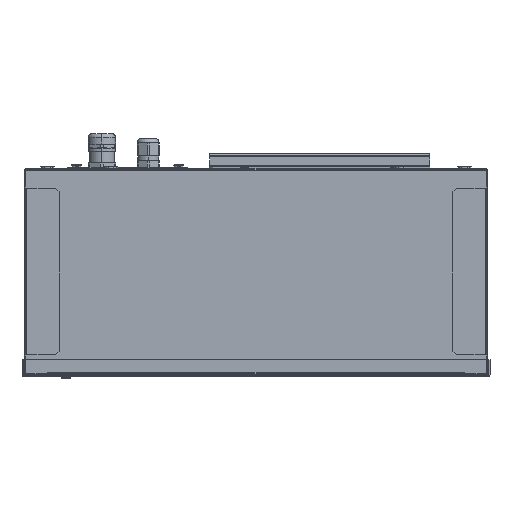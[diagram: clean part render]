
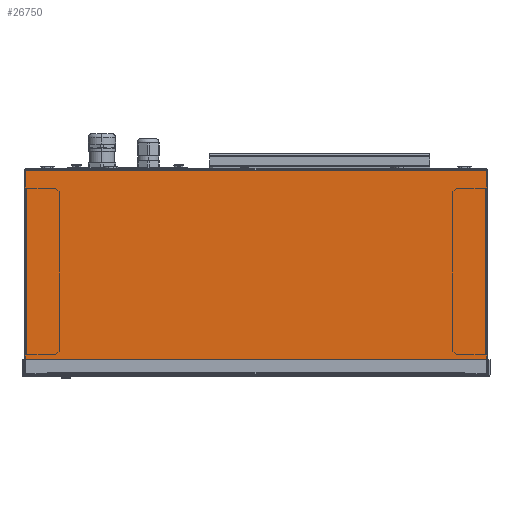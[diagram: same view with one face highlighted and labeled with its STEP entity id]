
A CAD part, front view. The second image highlights one B-rep face of the part: STEP entity #26750.
In plain terms, the highlighted planar face has unit normal (0, -1, 0).
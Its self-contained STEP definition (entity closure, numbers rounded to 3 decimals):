
#1937=CARTESIAN_POINT('',(200.,0.,-2.));
#1939=DIRECTION('',(-1.,0.,0.));
#1940=VECTOR('',#1939,400.);
#1941=CARTESIAN_POINT('',(200.,0.,-2.));
#1942=LINE('',#1941,#1940);
#1943=CARTESIAN_POINT('',(-200.,0.,-2.));
#2252=DIRECTION('',(1.,0.,0.));
#2253=VECTOR('',#2252,358.);
#2254=CARTESIAN_POINT('',(-179.,0.,-176.));
#2255=LINE('',#2254,#2253);
#2260=DIRECTION('',(0.707,0.,0.707));
#2261=VECTOR('',#2260,2.828);
#2262=CARTESIAN_POINT('',(198.,0.,-178.));
#2263=LINE('',#2262,#2261);
#2264=DIRECTION('',(0.707,0.,-0.707));
#2265=VECTOR('',#2264,2.828);
#2266=CARTESIAN_POINT('',(-200.,0.,-176.));
#2267=LINE('',#2266,#2265);
#2268=DIRECTION('',(0.,0.,1.));
#2269=VECTOR('',#2268,174.);
#2270=CARTESIAN_POINT('',(200.,0.,-176.));
#2271=LINE('',#2270,#2269);
#2288=DIRECTION('',(1.,0.,0.));
#2289=VECTOR('',#2288,18.);
#2290=CARTESIAN_POINT('',(180.,0.,-178.));
#2291=LINE('',#2290,#2289);
#2292=DIRECTION('',(0.,0.,-1.));
#2293=VECTOR('',#2292,2.);
#2294=CARTESIAN_POINT('',(180.,0.,-176.));
#2295=LINE('',#2294,#2293);
#2304=DIRECTION('',(1.,0.,0.));
#2305=VECTOR('',#2304,1.);
#2306=CARTESIAN_POINT('',(179.,0.,-176.));
#2307=LINE('',#2306,#2305);
#2346=DIRECTION('',(-1.,0.,0.));
#2347=VECTOR('',#2346,1.);
#2348=CARTESIAN_POINT('',(-179.,0.,-176.));
#2349=LINE('',#2348,#2347);
#2384=DIRECTION('',(0.,0.,-1.));
#2385=VECTOR('',#2384,2.);
#2386=CARTESIAN_POINT('',(-180.,0.,-176.));
#2387=LINE('',#2386,#2385);
#2396=DIRECTION('',(-1.,0.,0.));
#2397=VECTOR('',#2396,18.);
#2398=CARTESIAN_POINT('',(-180.,0.,-178.));
#2399=LINE('',#2398,#2397);
#2420=DIRECTION('',(0.,0.,1.));
#2421=VECTOR('',#2420,174.);
#2422=CARTESIAN_POINT('',(-200.,0.,-176.));
#2423=LINE('',#2422,#2421);
#18691=VERTEX_POINT('',#1943);
#18694=VERTEX_POINT('',#1937);
#20532=CARTESIAN_POINT('',(-179.,0.,-176.));
#20533=CARTESIAN_POINT('',(179.,0.,-176.));
#20534=VERTEX_POINT('',#20532);
#20535=VERTEX_POINT('',#20533);
#20536=CARTESIAN_POINT('',(200.,0.,-176.));
#20537=VERTEX_POINT('',#20536);
#20538=CARTESIAN_POINT('',(198.,0.,-178.));
#20539=VERTEX_POINT('',#20538);
#20540=CARTESIAN_POINT('',(180.,0.,-178.));
#20541=VERTEX_POINT('',#20540);
#20542=CARTESIAN_POINT('',(180.,0.,-176.));
#20543=VERTEX_POINT('',#20542);
#20544=CARTESIAN_POINT('',(-180.,0.,-176.));
#20545=VERTEX_POINT('',#20544);
#20546=CARTESIAN_POINT('',(-180.,0.,-178.));
#20547=VERTEX_POINT('',#20546);
#20548=CARTESIAN_POINT('',(-198.,0.,-178.));
#20549=VERTEX_POINT('',#20548);
#20550=CARTESIAN_POINT('',(-200.,0.,-176.));
#20551=VERTEX_POINT('',#20550);
#26721=CARTESIAN_POINT('',(0.,0.,-90.));
#26722=DIRECTION('',(0.,1.,0.));
#26723=DIRECTION('',(1.,0.,0.));
#26724=AXIS2_PLACEMENT_3D('',#26721,#26722,#26723);
#26725=PLANE('',#26724);
#26726=ORIENTED_EDGE('',*,*,#26039,.F.);
#26728=ORIENTED_EDGE('',*,*,#26727,.F.);
#26730=ORIENTED_EDGE('',*,*,#26729,.F.);
#26732=ORIENTED_EDGE('',*,*,#26731,.F.);
#26734=ORIENTED_EDGE('',*,*,#26733,.F.);
#26736=ORIENTED_EDGE('',*,*,#26735,.F.);
#26737=ORIENTED_EDGE('',*,*,#26704,.F.);
#26739=ORIENTED_EDGE('',*,*,#26738,.T.);
#26741=ORIENTED_EDGE('',*,*,#26740,.T.);
#26743=ORIENTED_EDGE('',*,*,#26742,.T.);
#26745=ORIENTED_EDGE('',*,*,#26744,.F.);
#26747=ORIENTED_EDGE('',*,*,#26746,.T.);
#26748=EDGE_LOOP('',(#26726,#26728,#26730,#26732,#26734,#26736,#26737,#26739,
#26741,#26743,#26745,#26747));
#26749=FACE_OUTER_BOUND('',#26748,.F.);
#26750=ADVANCED_FACE('',(#26749),#26725,.F.);
#26039=EDGE_CURVE('',#18694,#18691,#1942,.T.);
#26704=EDGE_CURVE('',#20534,#20535,#2255,.T.);
#26727=EDGE_CURVE('',#20537,#18694,#2271,.T.);
#26729=EDGE_CURVE('',#20539,#20537,#2263,.T.);
#26731=EDGE_CURVE('',#20541,#20539,#2291,.T.);
#26733=EDGE_CURVE('',#20543,#20541,#2295,.T.);
#26735=EDGE_CURVE('',#20535,#20543,#2307,.T.);
#26738=EDGE_CURVE('',#20534,#20545,#2349,.T.);
#26740=EDGE_CURVE('',#20545,#20547,#2387,.T.);
#26742=EDGE_CURVE('',#20547,#20549,#2399,.T.);
#26744=EDGE_CURVE('',#20551,#20549,#2267,.T.);
#26746=EDGE_CURVE('',#20551,#18691,#2423,.T.);
